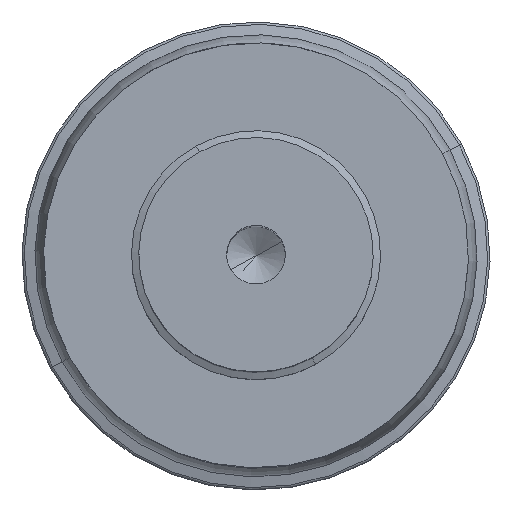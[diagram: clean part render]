
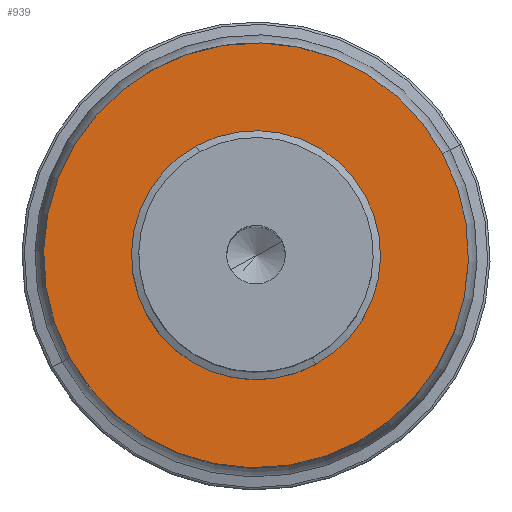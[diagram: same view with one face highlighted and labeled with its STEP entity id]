
A CAD part, top view. The second image highlights one B-rep face of the part: STEP entity #939.
In plain terms, the highlighted planar face has unit normal (0, 0, 1).
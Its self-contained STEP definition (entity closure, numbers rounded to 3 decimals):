
#741=AXIS2_PLACEMENT_3D('Circle Axis2P3D',#739,#740,$) ;
#896=AXIS2_PLACEMENT_3D('Circle Axis2P3D',#894,#895,$) ;
#915=AXIS2_PLACEMENT_3D('Plane Axis2P3D',#912,#913,#914) ;
#923=AXIS2_PLACEMENT_3D('Circle Axis2P3D',#921,#922,$) ;
#932=AXIS2_PLACEMENT_3D('Circle Axis2P3D',#930,#931,$) ;
#736=CARTESIAN_POINT('Vertex',(12.725,6.952,37.95)) ;
#739=CARTESIAN_POINT('Axis2P3D Location',(0.,0.,37.95)) ;
#743=CARTESIAN_POINT('Vertex',(-12.725,-6.952,37.95)) ;
#894=CARTESIAN_POINT('Axis2P3D Location',(0.,0.,37.95)) ;
#912=CARTESIAN_POINT('Axis2P3D Location',(0.,9.771,37.95)) ;
#921=CARTESIAN_POINT('Axis2P3D Location',(0.,0.,37.95)) ;
#925=CARTESIAN_POINT('Vertex',(4.075,-7.459,37.95)) ;
#927=CARTESIAN_POINT('Vertex',(-4.075,7.459,37.95)) ;
#930=CARTESIAN_POINT('Axis2P3D Location',(0.,0.,37.95)) ;
#740=DIRECTION('Axis2P3D Direction',(0.,0.,1.)) ;
#895=DIRECTION('Axis2P3D Direction',(0.,0.,1.)) ;
#913=DIRECTION('Axis2P3D Direction',(0.,0.,1.)) ;
#914=DIRECTION('Axis2P3D XDirection',(1.,0.,0.)) ;
#922=DIRECTION('Axis2P3D Direction',(0.,0.,1.)) ;
#931=DIRECTION('Axis2P3D Direction',(0.,0.,1.)) ;
#918=ORIENTED_EDGE('',*,*,#745,.T.) ;
#919=ORIENTED_EDGE('',*,*,#898,.T.) ;
#936=ORIENTED_EDGE('',*,*,#929,.F.) ;
#937=ORIENTED_EDGE('',*,*,#934,.F.) ;
#938=FACE_BOUND('',#935,.T.) ;
#939=ADVANCED_FACE('NOCUT',(#920,#938),#916,.T.) ;
#742=CIRCLE('generated circle',#741,14.5) ;
#897=CIRCLE('generated circle',#896,14.5) ;
#924=CIRCLE('generated circle',#923,8.5) ;
#933=CIRCLE('generated circle',#932,8.5) ;
#745=EDGE_CURVE('',#744,#737,#742,.T.) ;
#898=EDGE_CURVE('',#737,#744,#897,.T.) ;
#929=EDGE_CURVE('',#926,#928,#924,.T.) ;
#934=EDGE_CURVE('',#928,#926,#933,.T.) ;
#917=EDGE_LOOP('',(#918,#919)) ;
#935=EDGE_LOOP('',(#936,#937)) ;
#920=FACE_OUTER_BOUND('',#917,.T.) ;
#916=PLANE('',#915) ;
#737=VERTEX_POINT('',#736) ;
#744=VERTEX_POINT('',#743) ;
#926=VERTEX_POINT('',#925) ;
#928=VERTEX_POINT('',#927) ;
